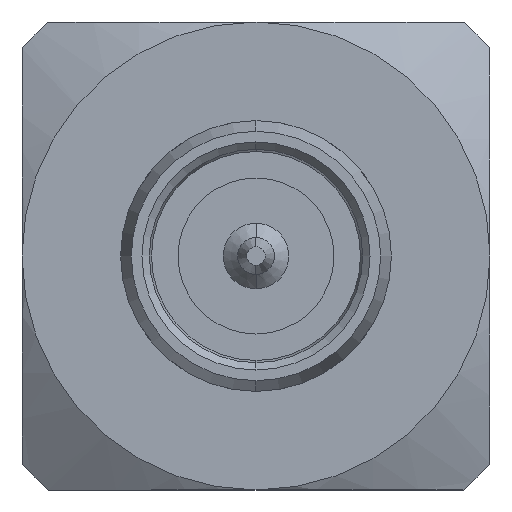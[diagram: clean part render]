
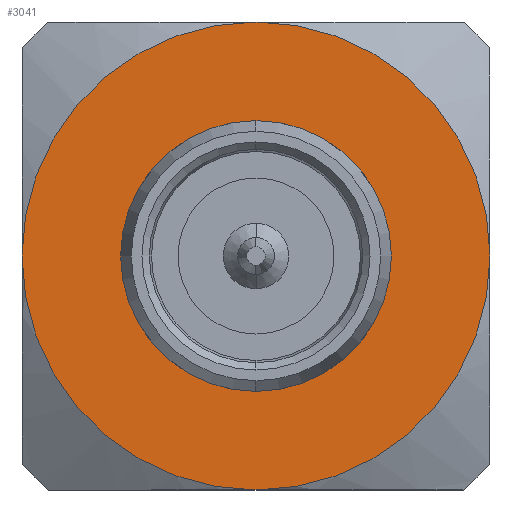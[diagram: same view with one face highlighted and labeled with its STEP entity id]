
A CAD part, left-side view. The second image highlights one B-rep face of the part: STEP entity #3041.
In plain terms, the highlighted planar face has unit normal (-1, 0, 0).
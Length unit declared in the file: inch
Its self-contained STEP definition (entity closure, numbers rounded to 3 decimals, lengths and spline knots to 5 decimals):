
#117 = ORIENTED_EDGE ( 'NONE', *, *, #498, .F. ) ;
#305 = CARTESIAN_POINT ( 'NONE',  ( 0.22835, 0., 0. ) ) ;
#498 = EDGE_CURVE ( 'NONE', #1423, #611, #1824, .T. ) ;
#605 = ORIENTED_EDGE ( 'NONE', *, *, #4244, .F. ) ;
#611 = VERTEX_POINT ( 'NONE', #1100 ) ;
#785 = CIRCLE ( 'NONE', #1594, 0.1252 ) ;
#936 = DIRECTION ( 'NONE',  ( 0., 0., -1. ) ) ;
#945 = AXIS2_PLACEMENT_3D ( 'NONE', #1459, #2622, #4259 ) ;
#1100 = CARTESIAN_POINT ( 'NONE',  ( 0.22835, 0.1252, 0. ) ) ;
#1148 = EDGE_LOOP ( 'NONE', ( #3565, #4923 ) ) ;
#1153 = CARTESIAN_POINT ( 'NONE',  ( 0.22835, 0., -0.1252 ) ) ;
#1178 = CARTESIAN_POINT ( 'NONE',  ( 0.22835, 0., 0.07244 ) ) ;
#1267 = CARTESIAN_POINT ( 'NONE',  ( 0.22835, 0., 0.1252 ) ) ;
#1324 = CARTESIAN_POINT ( 'NONE',  ( 0.22835, 0., 0. ) ) ;
#1414 = DIRECTION ( 'NONE',  ( 0., 0., -1. ) ) ;
#1423 = VERTEX_POINT ( 'NONE', #1153 ) ;
#1459 = CARTESIAN_POINT ( 'NONE',  ( 0.22835, 0., 0. ) ) ;
#1569 = AXIS2_PLACEMENT_3D ( 'NONE', #305, #3545, #4287 ) ;
#1587 = VERTEX_POINT ( 'NONE', #3948 ) ;
#1594 = AXIS2_PLACEMENT_3D ( 'NONE', #4029, #2905, #4128 ) ;
#1622 = EDGE_CURVE ( 'NONE', #611, #4154, #785, .T. ) ;
#1824 = CIRCLE ( 'NONE', #945, 0.1252 ) ;
#2025 = AXIS2_PLACEMENT_3D ( 'NONE', #2523, #4912, #1414 ) ;
#2034 = ORIENTED_EDGE ( 'NONE', *, *, #1622, .F. ) ;
#2387 = AXIS2_PLACEMENT_3D ( 'NONE', #4817, #2821, #2535 ) ;
#2523 = CARTESIAN_POINT ( 'NONE',  ( 0.22835, 0., 0. ) ) ;
#2535 = DIRECTION ( 'NONE',  ( 0., 0., -1. ) ) ;
#2622 = DIRECTION ( 'NONE',  ( 1., 0., 0. ) ) ;
#2821 = DIRECTION ( 'NONE',  ( 1., 0., 0. ) ) ;
#2824 = VERTEX_POINT ( 'NONE', #4914 ) ;
#2851 = VERTEX_POINT ( 'NONE', #1178 ) ;
#2886 = DIRECTION ( 'NONE',  ( 1., 0., 0. ) ) ;
#2890 = EDGE_CURVE ( 'NONE', #1587, #2851, #3353, .T. ) ;
#2905 = DIRECTION ( 'NONE',  ( 1., 0., 0. ) ) ;
#3041 = ADVANCED_FACE ( 'NONE', ( #4776, #4038 ), #4404, .F. ) ;
#3088 = CARTESIAN_POINT ( 'NONE',  ( 0.22835, 0., 0. ) ) ;
#3127 = EDGE_CURVE ( 'NONE', #2824, #1423, #4367, .T. ) ;
#3201 = ORIENTED_EDGE ( 'NONE', *, *, #3127, .F. ) ;
#3353 = CIRCLE ( 'NONE', #3782, 0.07244 ) ;
#3425 = EDGE_CURVE ( 'NONE', #2851, #1587, #3811, .T. ) ;
#3545 = DIRECTION ( 'NONE',  ( -1., 0., 0. ) ) ;
#3565 = ORIENTED_EDGE ( 'NONE', *, *, #2890, .F. ) ;
#3782 = AXIS2_PLACEMENT_3D ( 'NONE', #3088, #4266, #4615 ) ;
#3811 = CIRCLE ( 'NONE', #1569, 0.07244 ) ;
#3948 = CARTESIAN_POINT ( 'NONE',  ( 0.22835, 0., -0.07244 ) ) ;
#4029 = CARTESIAN_POINT ( 'NONE',  ( 0.22835, 0., 0. ) ) ;
#4038 = FACE_OUTER_BOUND ( 'NONE', #4157, .T. ) ;
#4128 = DIRECTION ( 'NONE',  ( 0., 0., -1. ) ) ;
#4154 = VERTEX_POINT ( 'NONE', #1267 ) ;
#4157 = EDGE_LOOP ( 'NONE', ( #605, #2034, #117, #3201 ) ) ;
#4244 = EDGE_CURVE ( 'NONE', #4154, #2824, #4644, .T. ) ;
#4259 = DIRECTION ( 'NONE',  ( 0., 0., -1. ) ) ;
#4266 = DIRECTION ( 'NONE',  ( -1., 0., 0. ) ) ;
#4287 = DIRECTION ( 'NONE',  ( 0., 0., -1. ) ) ;
#4367 = CIRCLE ( 'NONE', #4535, 0.1252 ) ;
#4404 = PLANE ( 'NONE',  #2025 ) ;
#4535 = AXIS2_PLACEMENT_3D ( 'NONE', #1324, #2886, #936 ) ;
#4615 = DIRECTION ( 'NONE',  ( 0., 0., -1. ) ) ;
#4644 = CIRCLE ( 'NONE', #2387, 0.1252 ) ;
#4776 = FACE_BOUND ( 'NONE', #1148, .T. ) ;
#4817 = CARTESIAN_POINT ( 'NONE',  ( 0.22835, 0., 0. ) ) ;
#4912 = DIRECTION ( 'NONE',  ( 1., 0., 0. ) ) ;
#4914 = CARTESIAN_POINT ( 'NONE',  ( 0.22835, -0.1252, 0. ) ) ;
#4923 = ORIENTED_EDGE ( 'NONE', *, *, #3425, .F. ) ;
